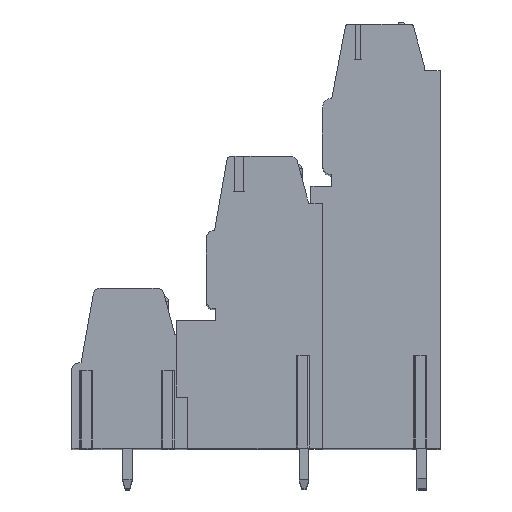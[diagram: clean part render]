
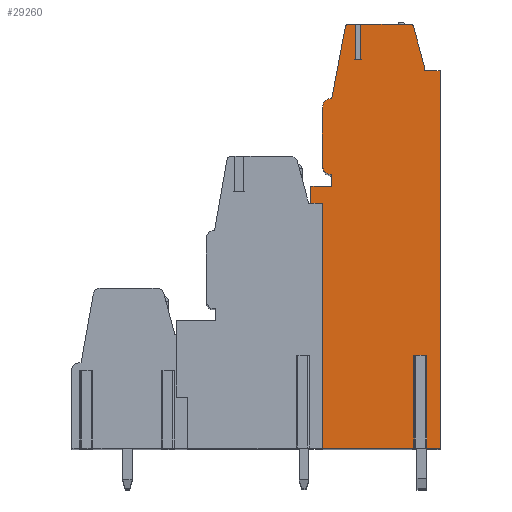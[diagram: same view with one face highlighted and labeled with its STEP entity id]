
A CAD part, top view. The second image highlights one B-rep face of the part: STEP entity #29260.
In plain terms, the highlighted planar face has unit normal (0, 0, 1).
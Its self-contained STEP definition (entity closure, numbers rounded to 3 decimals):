
#13=DIRECTION('',(0.,1.,0.));
#14=VECTOR('',#13,14.45);
#15=CARTESIAN_POINT('',(1.,-19.1,68.58));
#16=LINE('',#15,#14);
#17=DIRECTION('',(0.,-1.,0.));
#18=VECTOR('',#17,1.45);
#19=CARTESIAN_POINT('',(0.,3.5,68.58));
#20=LINE('',#19,#18);
#21=DIRECTION('',(-1.,0.,0.));
#22=VECTOR('',#21,1.8);
#23=CARTESIAN_POINT('',(1.8,3.5,68.58));
#24=LINE('',#23,#22);
#25=DIRECTION('',(0.,-1.,0.));
#26=VECTOR('',#25,1.);
#27=CARTESIAN_POINT('',(1.8,4.5,68.58));
#28=LINE('',#27,#26);
#29=CARTESIAN_POINT('',(1.8,5.3,68.58));
#30=DIRECTION('',(0.,0.,1.));
#31=DIRECTION('',(-1.,0.,0.));
#32=AXIS2_PLACEMENT_3D('',#29,#30,#31);
#34=DIRECTION('',(0.,-1.,0.));
#35=VECTOR('',#34,5.);
#36=CARTESIAN_POINT('',(1.,10.3,68.58));
#37=LINE('',#36,#35);
#38=CARTESIAN_POINT('',(1.8,10.3,68.58));
#39=DIRECTION('',(0.,0.,1.));
#40=DIRECTION('',(0.,1.,0.));
#41=AXIS2_PLACEMENT_3D('',#38,#39,#40);
#43=DIRECTION('',(-0.186,-0.983,0.));
#44=VECTOR('',#43,6.265);
#45=CARTESIAN_POINT('',(2.964,17.256,68.58));
#46=LINE('',#45,#44);
#47=CARTESIAN_POINT('',(3.259,17.2,68.58));
#48=DIRECTION('',(0.,0.,1.));
#49=DIRECTION('',(0.,1.,0.));
#50=AXIS2_PLACEMENT_3D('',#47,#48,#49);
#52=DIRECTION('',(-1.,0.,0.));
#53=VECTOR('',#52,0.551);
#54=CARTESIAN_POINT('',(3.81,17.5,68.58));
#55=LINE('',#54,#53);
#56=DIRECTION('',(0.,-1.,0.));
#57=VECTOR('',#56,3.05);
#58=CARTESIAN_POINT('',(3.81,17.5,68.58));
#59=LINE('',#58,#57);
#60=DIRECTION('',(1.,0.,0.));
#61=VECTOR('',#60,0.5);
#62=CARTESIAN_POINT('',(3.81,14.45,68.58));
#63=LINE('',#62,#61);
#64=DIRECTION('',(0.,-1.,0.));
#65=VECTOR('',#64,3.05);
#66=CARTESIAN_POINT('',(4.31,17.5,68.58));
#67=LINE('',#66,#65);
#68=DIRECTION('',(-1.,0.,0.));
#69=VECTOR('',#68,4.27);
#70=CARTESIAN_POINT('',(8.58,17.5,68.58));
#71=LINE('',#70,#69);
#72=CARTESIAN_POINT('',(8.58,17.2,68.58));
#73=DIRECTION('',(0.,0.,1.));
#74=DIRECTION('',(0.965,0.261,0.));
#75=AXIS2_PLACEMENT_3D('',#72,#73,#74);
#77=DIRECTION('',(-0.261,0.965,0.));
#78=VECTOR('',#77,3.539);
#79=CARTESIAN_POINT('',(9.792,13.861,68.58));
#80=LINE('',#79,#78);
#81=DIRECTION('',(-0.035,0.999,0.));
#82=VECTOR('',#81,0.361);
#83=CARTESIAN_POINT('',(9.805,13.5,68.58));
#84=LINE('',#83,#82);
#85=DIRECTION('',(-1.,0.,0.));
#86=VECTOR('',#85,1.355);
#87=CARTESIAN_POINT('',(11.16,13.5,68.58));
#88=LINE('',#87,#86);
#89=DIRECTION('',(0.,1.,0.));
#90=VECTOR('',#89,32.6);
#91=CARTESIAN_POINT('',(11.16,-19.1,68.58));
#92=LINE('',#91,#90);
#93=DIRECTION('',(1.,0.,0.));
#94=VECTOR('',#93,1.39);
#95=CARTESIAN_POINT('',(9.77,-19.1,68.58));
#96=LINE('',#95,#94);
#97=DIRECTION('',(0.,1.,0.));
#98=VECTOR('',#97,8.);
#99=CARTESIAN_POINT('',(9.77,-19.1,68.58));
#100=LINE('',#99,#98);
#101=DIRECTION('',(-1.,0.,0.));
#102=VECTOR('',#101,0.62);
#103=CARTESIAN_POINT('',(9.77,-11.1,68.58));
#104=LINE('',#103,#102);
#105=DIRECTION('',(0.,1.,0.));
#106=VECTOR('',#105,8.);
#107=CARTESIAN_POINT('',(9.15,-19.1,68.58));
#108=LINE('',#107,#106);
#109=DIRECTION('',(1.,0.,0.));
#110=VECTOR('',#109,8.15);
#111=CARTESIAN_POINT('',(1.,-19.1,68.58));
#112=LINE('',#111,#110);
#133=DIRECTION('',(-1.,0.,0.));
#134=VECTOR('',#133,1.195);
#135=CARTESIAN_POINT('',(1.,-4.65,68.58));
#136=LINE('',#135,#134);
#141=DIRECTION('',(-1.,0.,0.));
#142=VECTOR('',#141,0.195);
#143=CARTESIAN_POINT('',(0.,2.05,68.58));
#144=LINE('',#143,#142);
#713=DIRECTION('',(0.,-1.,0.));
#714=VECTOR('',#713,6.7);
#715=CARTESIAN_POINT('',(-0.195,2.05,68.58));
#716=LINE('',#715,#714);
#23071=CARTESIAN_POINT('',(11.16,-19.1,68.58));
#23072=CARTESIAN_POINT('',(11.16,13.5,68.58));
#23073=VERTEX_POINT('',#23071);
#23074=VERTEX_POINT('',#23072);
#23075=CARTESIAN_POINT('',(9.805,13.5,68.58));
#23076=VERTEX_POINT('',#23075);
#23077=CARTESIAN_POINT('',(9.792,13.861,68.58));
#23078=VERTEX_POINT('',#23077);
#23079=CARTESIAN_POINT('',(8.87,17.278,68.58));
#23080=VERTEX_POINT('',#23079);
#23081=CARTESIAN_POINT('',(8.58,17.5,68.58));
#23082=VERTEX_POINT('',#23081);
#23083=CARTESIAN_POINT('',(3.259,17.5,68.58));
#23084=CARTESIAN_POINT('',(2.964,17.256,68.58));
#23085=VERTEX_POINT('',#23083);
#23086=VERTEX_POINT('',#23084);
#23087=CARTESIAN_POINT('',(1.8,11.1,68.58));
#23088=VERTEX_POINT('',#23087);
#23089=CARTESIAN_POINT('',(1.,10.3,68.58));
#23090=VERTEX_POINT('',#23089);
#23091=CARTESIAN_POINT('',(1.,5.3,68.58));
#23092=VERTEX_POINT('',#23091);
#23093=CARTESIAN_POINT('',(1.8,4.5,68.58));
#23094=VERTEX_POINT('',#23093);
#23095=CARTESIAN_POINT('',(1.8,3.5,68.58));
#23096=VERTEX_POINT('',#23095);
#23097=CARTESIAN_POINT('',(0.,3.5,68.58));
#23098=VERTEX_POINT('',#23097);
#23197=CARTESIAN_POINT('',(1.,-19.1,68.58));
#23198=VERTEX_POINT('',#23197);
#23223=CARTESIAN_POINT('',(9.77,-11.1,68.58));
#23224=CARTESIAN_POINT('',(9.15,-11.1,68.58));
#23225=VERTEX_POINT('',#23223);
#23226=VERTEX_POINT('',#23224);
#23227=CARTESIAN_POINT('',(9.77,-19.1,68.58));
#23228=VERTEX_POINT('',#23227);
#23229=CARTESIAN_POINT('',(9.15,-19.1,68.58));
#23230=VERTEX_POINT('',#23229);
#23267=CARTESIAN_POINT('',(3.81,14.45,68.58));
#23268=CARTESIAN_POINT('',(4.31,14.45,68.58));
#23269=VERTEX_POINT('',#23267);
#23270=VERTEX_POINT('',#23268);
#23271=CARTESIAN_POINT('',(4.31,17.5,68.58));
#23272=VERTEX_POINT('',#23271);
#23273=CARTESIAN_POINT('',(3.81,17.5,68.58));
#23274=VERTEX_POINT('',#23273);
#23651=CARTESIAN_POINT('',(-0.195,-4.65,68.58));
#23653=VERTEX_POINT('',#23651);
#23655=CARTESIAN_POINT('',(0.,2.05,68.58));
#23656=CARTESIAN_POINT('',(-0.195,2.05,68.58));
#23657=VERTEX_POINT('',#23655);
#23658=VERTEX_POINT('',#23656);
#23663=CARTESIAN_POINT('',(1.,-4.65,68.58));
#23665=VERTEX_POINT('',#23663);
#29199=CARTESIAN_POINT('',(0.,0.,68.58));
#29200=DIRECTION('',(0.,0.,1.));
#29201=DIRECTION('',(1.,0.,0.));
#29202=AXIS2_PLACEMENT_3D('',#29199,#29200,#29201);
#29203=PLANE('',#29202);
#29205=ORIENTED_EDGE('',*,*,#29204,.T.);
#29207=ORIENTED_EDGE('',*,*,#29206,.T.);
#29209=ORIENTED_EDGE('',*,*,#29208,.F.);
#29211=ORIENTED_EDGE('',*,*,#29210,.F.);
#29213=ORIENTED_EDGE('',*,*,#29212,.F.);
#29215=ORIENTED_EDGE('',*,*,#29214,.F.);
#29217=ORIENTED_EDGE('',*,*,#29216,.F.);
#29219=ORIENTED_EDGE('',*,*,#29218,.F.);
#29221=ORIENTED_EDGE('',*,*,#29220,.F.);
#29223=ORIENTED_EDGE('',*,*,#29222,.F.);
#29225=ORIENTED_EDGE('',*,*,#29224,.F.);
#29227=ORIENTED_EDGE('',*,*,#29226,.F.);
#29229=ORIENTED_EDGE('',*,*,#29228,.F.);
#29231=ORIENTED_EDGE('',*,*,#29230,.T.);
#29233=ORIENTED_EDGE('',*,*,#29232,.T.);
#29235=ORIENTED_EDGE('',*,*,#29234,.F.);
#29237=ORIENTED_EDGE('',*,*,#29236,.F.);
#29239=ORIENTED_EDGE('',*,*,#29238,.F.);
#29241=ORIENTED_EDGE('',*,*,#29240,.F.);
#29243=ORIENTED_EDGE('',*,*,#29242,.F.);
#29245=ORIENTED_EDGE('',*,*,#29244,.F.);
#29247=ORIENTED_EDGE('',*,*,#29246,.F.);
#29249=ORIENTED_EDGE('',*,*,#29248,.F.);
#29251=ORIENTED_EDGE('',*,*,#29250,.T.);
#29253=ORIENTED_EDGE('',*,*,#29252,.T.);
#29255=ORIENTED_EDGE('',*,*,#29254,.F.);
#29257=ORIENTED_EDGE('',*,*,#29256,.F.);
#29258=EDGE_LOOP('',(#29205,#29207,#29209,#29211,#29213,#29215,#29217,#29219,
#29221,#29223,#29225,#29227,#29229,#29231,#29233,#29235,#29237,#29239,#29241,
#29243,#29245,#29247,#29249,#29251,#29253,#29255,#29257));
#29259=FACE_OUTER_BOUND('',#29258,.F.);
#33=CIRCLE('',#32,0.8);
#42=CIRCLE('',#41,0.8);
#51=CIRCLE('',#50,0.3);
#76=CIRCLE('',#75,0.3);
#29204=EDGE_CURVE('',#23198,#23665,#16,.T.);
#29206=EDGE_CURVE('',#23665,#23653,#136,.T.);
#29208=EDGE_CURVE('',#23658,#23653,#716,.T.);
#29210=EDGE_CURVE('',#23657,#23658,#144,.T.);
#29212=EDGE_CURVE('',#23098,#23657,#20,.T.);
#29214=EDGE_CURVE('',#23096,#23098,#24,.T.);
#29216=EDGE_CURVE('',#23094,#23096,#28,.T.);
#29218=EDGE_CURVE('',#23092,#23094,#33,.T.);
#29220=EDGE_CURVE('',#23090,#23092,#37,.T.);
#29222=EDGE_CURVE('',#23088,#23090,#42,.T.);
#29224=EDGE_CURVE('',#23086,#23088,#46,.T.);
#29226=EDGE_CURVE('',#23085,#23086,#51,.T.);
#29228=EDGE_CURVE('',#23274,#23085,#55,.T.);
#29230=EDGE_CURVE('',#23274,#23269,#59,.T.);
#29232=EDGE_CURVE('',#23269,#23270,#63,.T.);
#29234=EDGE_CURVE('',#23272,#23270,#67,.T.);
#29236=EDGE_CURVE('',#23082,#23272,#71,.T.);
#29238=EDGE_CURVE('',#23080,#23082,#76,.T.);
#29240=EDGE_CURVE('',#23078,#23080,#80,.T.);
#29242=EDGE_CURVE('',#23076,#23078,#84,.T.);
#29244=EDGE_CURVE('',#23074,#23076,#88,.T.);
#29246=EDGE_CURVE('',#23073,#23074,#92,.T.);
#29248=EDGE_CURVE('',#23228,#23073,#96,.T.);
#29250=EDGE_CURVE('',#23228,#23225,#100,.T.);
#29252=EDGE_CURVE('',#23225,#23226,#104,.T.);
#29254=EDGE_CURVE('',#23230,#23226,#108,.T.);
#29256=EDGE_CURVE('',#23198,#23230,#112,.T.);
#29260=ADVANCED_FACE('',(#29259),#29203,.T.);
